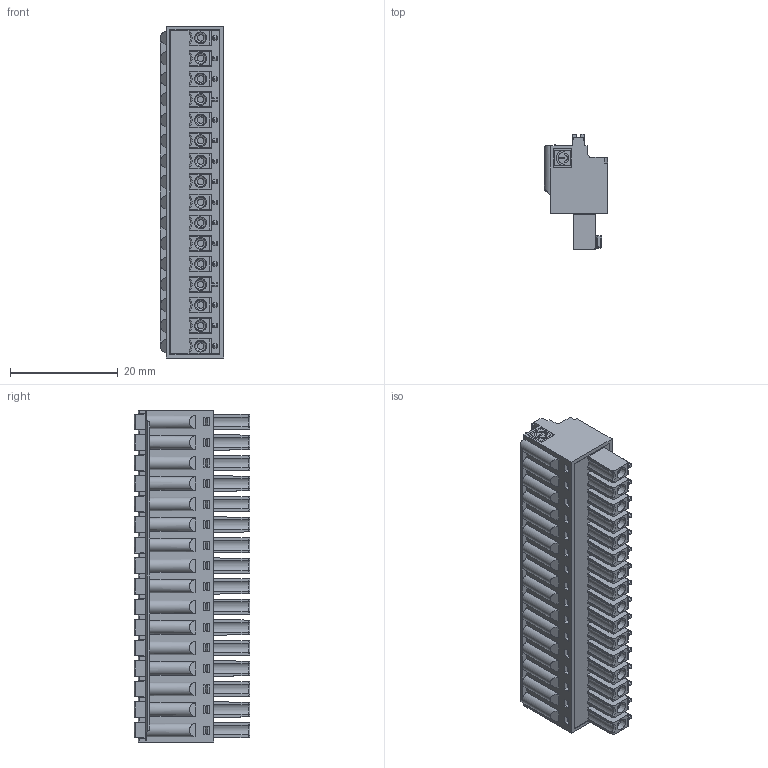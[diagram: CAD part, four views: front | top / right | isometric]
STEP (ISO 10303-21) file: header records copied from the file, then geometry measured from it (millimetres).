
FILE_DESCRIPTION(('STEP AP214'),'1');
FILE_NAME('SHM16-3,81-F.stp','2025-07-01T09:18:14',(' '),(' '),'Spatial InterOp 3D',' ',' ');
FILE_SCHEMA(('AUTOMOTIVE_DESIGN { 1 0 10303 214 1 1 1 1 }'));
Length unit declared in the file: metre
Products named in the file (1): 1751492537
Bounding box: 11.7 x 21.4 x 61.55 mm (x, y, z)
Volume: 8987.9 mm3; surface area: 6551.5 mm2
Topology: 1 solids, 1 shells, 1639 faces, 4495 edges, 2924 vertices
Faces by surface type: plane 1151, cylinder 391, cone 48, sphere 32, torus 16, extrusion 1
Full cylindrical faces by diameter (mm): 1.2 x16, 3.078 x16
Entity records: 75849 total; most frequent: CARTESIAN_POINT 12365, ORIENTED_EDGE 8638, DIRECTION 7966, EDGE_CURVE 4319, STYLED_ITEM 3581, PRESENTATION_STYLE_ASSIGNMENT 3581, COLOUR_RGB 3581, VECTOR 3280
